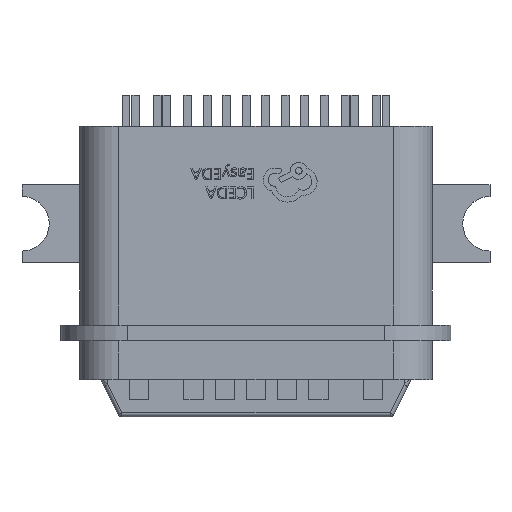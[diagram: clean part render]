
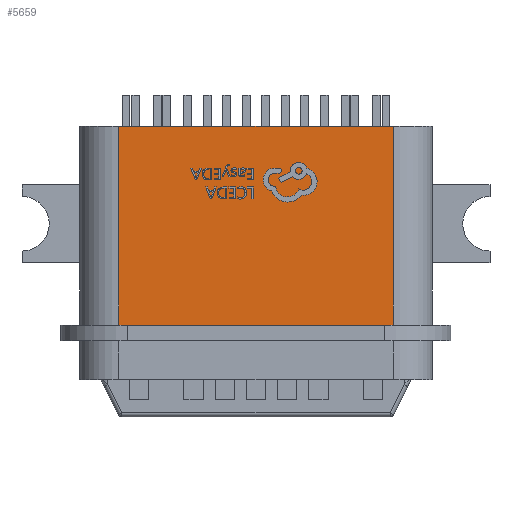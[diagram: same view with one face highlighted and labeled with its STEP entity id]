
A CAD part, top view. The second image highlights one B-rep face of the part: STEP entity #5659.
In plain terms, the highlighted planar face has unit normal (0, 0, 1).
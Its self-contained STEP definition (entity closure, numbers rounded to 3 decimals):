
#357 = EDGE_CURVE ( 'NONE', #23396, #14581, #16115, .T. ) ;
#977 = CARTESIAN_POINT ( 'NONE',  ( -3.52, 3.175, 1.63 ) ) ;
#1736 = ORIENTED_EDGE ( 'NONE', *, *, #14225, .T. ) ;
#2116 = VERTEX_POINT ( 'NONE', #17640 ) ;
#3007 = EDGE_CURVE ( 'NONE', #2116, #14581, #4563, .T. ) ;
#4052 = CARTESIAN_POINT ( 'NONE',  ( -3.52, 3.175, 1.63 ) ) ;
#4312 = ORIENTED_EDGE ( 'NONE', *, *, #14624, .T. ) ;
#4563 = LINE ( 'NONE', #24130, #12320 ) ;
#4842 = ORIENTED_EDGE ( 'NONE', *, *, #3007, .F. ) ;
#5120 = ORIENTED_EDGE ( 'NONE', *, *, #357, .T. ) ;
#5244 = FACE_OUTER_BOUND ( 'NONE', #13139, .T. ) ;
#5659 = ADVANCED_FACE ( 'NONE', ( #5244 ), #13121, .F. ) ;
#5906 = VERTEX_POINT ( 'NONE', #8413 ) ;
#6412 = DIRECTION ( 'NONE',  ( -1., 0., 0. ) ) ;
#7795 = DIRECTION ( 'NONE',  ( 0., 1., 0. ) ) ;
#8413 = CARTESIAN_POINT ( 'NONE',  ( 3.52, -1.925, 1.63 ) ) ;
#8947 = LINE ( 'NONE', #13238, #24839 ) ;
#8990 = CARTESIAN_POINT ( 'NONE',  ( 3.52, 3.175, 1.63 ) ) ;
#9083 = VECTOR ( 'NONE', #13726, 1000. ) ;
#10351 = DIRECTION ( 'NONE',  ( 0., 0., -1. ) ) ;
#11244 = AXIS2_PLACEMENT_3D ( 'NONE', #20236, #10351, #7795 ) ;
#12320 = VECTOR ( 'NONE', #14529, 1000. ) ;
#13121 = PLANE ( 'NONE',  #11244 ) ;
#13139 = EDGE_LOOP ( 'NONE', ( #4842, #4312, #1736, #5120 ) ) ;
#13238 = CARTESIAN_POINT ( 'NONE',  ( -3.52, -1.925, 1.63 ) ) ;
#13338 = CARTESIAN_POINT ( 'NONE',  ( 3.52, -3.325, 1.63 ) ) ;
#13726 = DIRECTION ( 'NONE',  ( 0., 1., 0. ) ) ;
#14225 = EDGE_CURVE ( 'NONE', #5906, #23396, #17855, .T. ) ;
#14529 = DIRECTION ( 'NONE',  ( 0., 1., 0. ) ) ;
#14581 = VERTEX_POINT ( 'NONE', #977 ) ;
#14624 = EDGE_CURVE ( 'NONE', #2116, #5906, #8947, .T. ) ;
#16115 = LINE ( 'NONE', #4052, #25062 ) ;
#17640 = CARTESIAN_POINT ( 'NONE',  ( -3.52, -1.925, 1.63 ) ) ;
#17855 = LINE ( 'NONE', #13338, #9083 ) ;
#20236 = CARTESIAN_POINT ( 'NONE',  ( -3.52, -3.325, 1.63 ) ) ;
#20884 = DIRECTION ( 'NONE',  ( 1., 0., 0. ) ) ;
#23396 = VERTEX_POINT ( 'NONE', #8990 ) ;
#24130 = CARTESIAN_POINT ( 'NONE',  ( -3.52, -3.325, 1.63 ) ) ;
#24839 = VECTOR ( 'NONE', #20884, 1000. ) ;
#25062 = VECTOR ( 'NONE', #6412, 1000. ) ;
